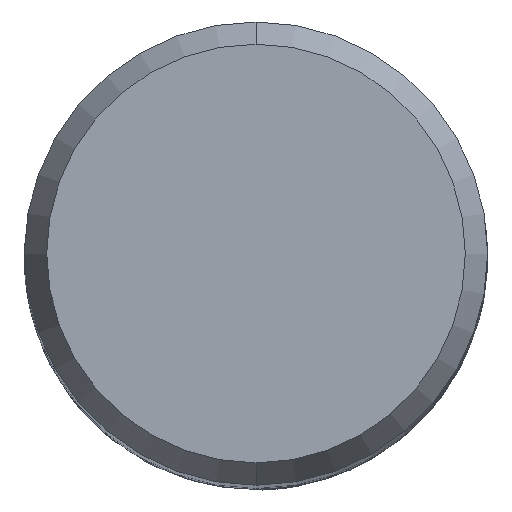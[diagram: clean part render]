
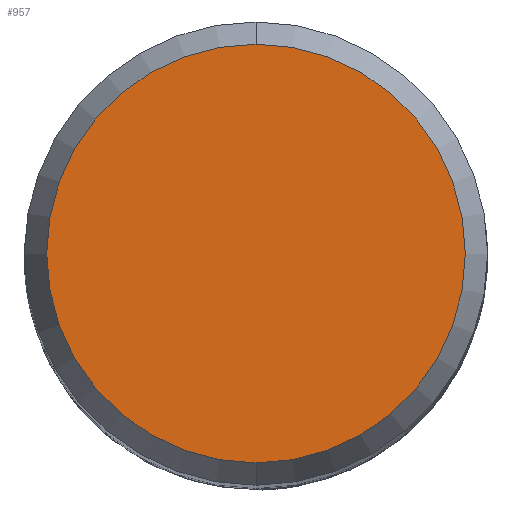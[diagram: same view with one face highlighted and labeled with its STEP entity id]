
A CAD part, top view. The second image highlights one B-rep face of the part: STEP entity #957.
In plain terms, the highlighted planar face has unit normal (0, 0, 1).
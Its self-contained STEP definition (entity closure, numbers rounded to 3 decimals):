
#957=ADVANCED_FACE('',(#2523),#2524,.T.);
#1067=VERTEX_POINT('',#2645);
#1227=EDGE_CURVE('',#1067,#1577,#2817,.T.);
#1577=VERTEX_POINT('',#3194);
#2215=EDGE_CURVE('',#1577,#1067,#3897,.T.);
#2523=FACE_OUTER_BOUND('',#5392,.T.);
#2524=PLANE('',#5393);
#2645=CARTESIAN_POINT('',(0.,-5.423,0.0));
#2817=CIRCLE('',#7535,5.423);
#3194=CARTESIAN_POINT('',(0.0,5.423,0.0));
#3897=CIRCLE('',#15994,5.423);
#5392=EDGE_LOOP('',(#17016,#17017));
#5393=AXIS2_PLACEMENT_3D('',#17018,#17019,#17020);
#7535=AXIS2_PLACEMENT_3D('',#17319,#17320,#17321);
#15994=AXIS2_PLACEMENT_3D('',#18529,#18530,#18531);
#17016=ORIENTED_EDGE('',*,*,#2215,.F.);
#17017=ORIENTED_EDGE('',*,*,#1227,.F.);
#17018=CARTESIAN_POINT('',(0.0,2.711,0.0));
#17019=DIRECTION('',(-0.0,0.0,1.0));
#17020=DIRECTION('',(0.0,-1.0,0.0));
#17319=CARTESIAN_POINT('',(0.0,0.0,0.0));
#17320=DIRECTION('',(0.0,0.0,-1.0));
#17321=DIRECTION('',(0.0,1.0,0.0));
#18529=CARTESIAN_POINT('',(0.0,0.0,0.0));
#18530=DIRECTION('',(0.0,0.0,-1.0));
#18531=DIRECTION('',(0.0,1.0,0.0));
